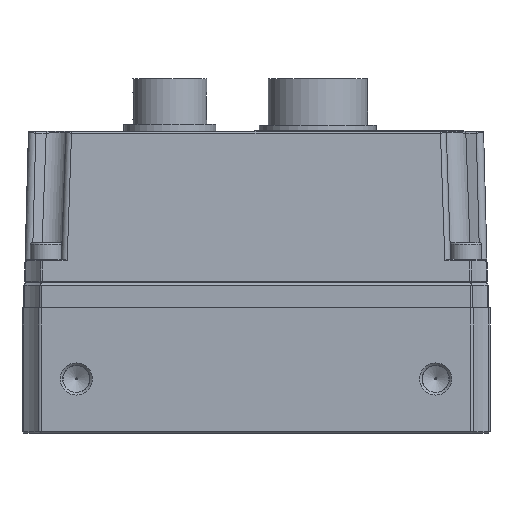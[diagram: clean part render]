
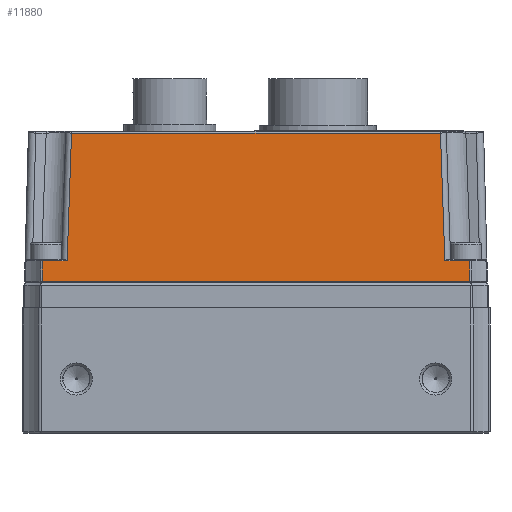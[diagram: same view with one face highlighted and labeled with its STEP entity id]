
A CAD part, front view. The second image highlights one B-rep face of the part: STEP entity #11880.
In plain terms, the highlighted planar face has unit normal (0, -1, 0.026).
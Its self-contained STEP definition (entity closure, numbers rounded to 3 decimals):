
#11781=CARTESIAN_POINT('',(25.564,-30.637,20.618));
#11782=VERTEX_POINT('',#11781);
#11790=CARTESIAN_POINT('',(25.596,-30.7,18.213));
#11791=VERTEX_POINT('',#11790);
#11792=CARTESIAN_POINT('',(25.564,-30.637,20.618));
#11793=CARTESIAN_POINT('',(25.574,-30.658,19.816));
#11794=CARTESIAN_POINT('',(25.585,-30.679,19.015));
#11795=CARTESIAN_POINT('',(25.596,-30.7,18.213));
#11796=B_SPLINE_CURVE_WITH_KNOTS('',3,(#11792,#11793,#11794,#11795),.UNSPECIFIED.,.F.,.U.,(4,4),(-0.291,-0.05),.UNSPECIFIED.);
#11797=EDGE_CURVE('',#11782,#11791,#11796,.T.);
#11810=CARTESIAN_POINT('',(25.752,-30.705,18.013));
#11811=DIRECTION('',(0.,-1.,0.026));
#11812=DIRECTION('',(1.0,0.0,0.0));
#11813=AXIS2_PLACEMENT_3D('',#11810,#11811,#11812);
#11814=PLANE('',#11813);
#11815=CARTESIAN_POINT('',(-22.073,-30.236,35.928));
#11816=VERTEX_POINT('',#11815);
#11817=CARTESIAN_POINT('',(22.073,-30.236,35.928));
#11818=VERTEX_POINT('',#11817);
#11819=CARTESIAN_POINT('',(-22.073,-30.236,35.928));
#11820=DIRECTION('',(1.0,0.0,0.0));
#11821=VECTOR('',#11820,44.146);
#11822=LINE('',#11819,#11821);
#11823=EDGE_CURVE('',#11816,#11818,#11822,.T.);
#11824=ORIENTED_EDGE('',*,*,#11823,.F.);
#11825=CARTESIAN_POINT('',(-22.596,-30.637,20.618));
#11826=VERTEX_POINT('',#11825);
#11827=CARTESIAN_POINT('',(-22.073,-30.236,35.928));
#11828=DIRECTION('',(-0.034,-0.026,-0.999));
#11829=VECTOR('',#11828,15.324);
#11830=LINE('',#11827,#11829);
#11831=EDGE_CURVE('',#11816,#11826,#11830,.T.);
#11832=ORIENTED_EDGE('',*,*,#11831,.T.);
#11833=CARTESIAN_POINT('',(-25.564,-30.637,20.618));
#11834=VERTEX_POINT('',#11833);
#11835=CARTESIAN_POINT('',(-25.564,-30.637,20.618));
#11836=DIRECTION('',(1.0,0.0,0.0));
#11837=VECTOR('',#11836,2.968);
#11838=LINE('',#11835,#11837);
#11839=EDGE_CURVE('',#11834,#11826,#11838,.T.);
#11840=ORIENTED_EDGE('',*,*,#11839,.F.);
#11841=CARTESIAN_POINT('',(-25.596,-30.7,18.213));
#11842=VERTEX_POINT('',#11841);
#11843=CARTESIAN_POINT('',(-25.596,-30.7,18.213));
#11844=CARTESIAN_POINT('',(-25.585,-30.679,19.015));
#11845=CARTESIAN_POINT('',(-25.574,-30.658,19.816));
#11846=CARTESIAN_POINT('',(-25.564,-30.637,20.618));
#11847=B_SPLINE_CURVE_WITH_KNOTS('',3,(#11843,#11844,#11845,#11846),.UNSPECIFIED.,.F.,.U.,(4,4),(0.05,0.291),.UNSPECIFIED.);
#11848=EDGE_CURVE('',#11842,#11834,#11847,.T.);
#11849=ORIENTED_EDGE('',*,*,#11848,.F.);
#11850=CARTESIAN_POINT('',(25.596,-30.7,18.213));
#11851=CARTESIAN_POINT('',(24.369,-30.7,18.213));
#11852=CARTESIAN_POINT('',(21.94,-30.7,18.213));
#11853=CARTESIAN_POINT('',(17.058,-30.7,18.213));
#11854=CARTESIAN_POINT('',(8.537,-30.7,18.213));
#11855=CARTESIAN_POINT('',(-3.662,-30.7,18.213));
#11856=CARTESIAN_POINT('',(-14.619,-30.7,18.213));
#11857=CARTESIAN_POINT('',(-21.939,-30.7,18.213));
#11858=CARTESIAN_POINT('',(-24.369,-30.7,18.213));
#11859=CARTESIAN_POINT('',(-25.596,-30.7,18.213));
#11860=B_SPLINE_CURVE_WITH_KNOTS('',3,(#11850,#11851,#11852,#11853,#11854,#11855,#11856,#11857,#11858,#11859),.UNSPECIFIED.,.F.,.U.,(4,1,1,1,1,1,1,4),(5.754,6.12,6.485,7.217,8.679,10.142,10.508,10.873),.UNSPECIFIED.);
#11861=EDGE_CURVE('',#11791,#11842,#11860,.T.);
#11862=ORIENTED_EDGE('',*,*,#11861,.F.);
#11863=ORIENTED_EDGE('',*,*,#11797,.F.);
#11864=CARTESIAN_POINT('',(22.596,-30.637,20.618));
#11865=VERTEX_POINT('',#11864);
#11866=CARTESIAN_POINT('',(22.596,-30.637,20.618));
#11867=DIRECTION('',(1.0,0.0,0.0));
#11868=VECTOR('',#11867,2.968);
#11869=LINE('',#11866,#11868);
#11870=EDGE_CURVE('',#11865,#11782,#11869,.T.);
#11871=ORIENTED_EDGE('',*,*,#11870,.F.);
#11872=CARTESIAN_POINT('',(22.596,-30.637,20.618));
#11873=DIRECTION('',(-0.034,0.026,0.999));
#11874=VECTOR('',#11873,15.324);
#11875=LINE('',#11872,#11874);
#11876=EDGE_CURVE('',#11865,#11818,#11875,.T.);
#11877=ORIENTED_EDGE('',*,*,#11876,.T.);
#11878=EDGE_LOOP('',(#11824,#11832,#11840,#11849,#11862,#11863,#11871,#11877));
#11879=FACE_OUTER_BOUND('',#11878,.T.);
#11880=ADVANCED_FACE('',(#11879),#11814,.T.);
